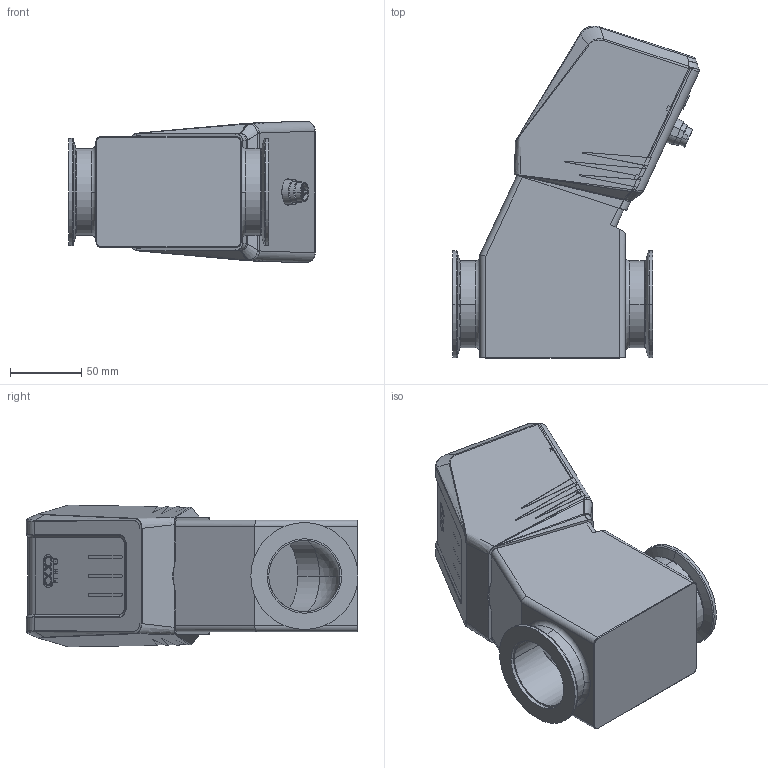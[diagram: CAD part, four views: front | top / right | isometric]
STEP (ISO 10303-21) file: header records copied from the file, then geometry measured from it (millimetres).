
FILE_DESCRIPTION (( 'STEP AP214' ), '1' );
FILE_NAME ('EAIV-A05150 SHELLED.STEP', '2025-11-17T19:06:57', ( '' ), ( '' ), 'SwSTEP 2.0', 'SolidWorks 2023', '' );
FILE_SCHEMA (( 'AUTOMOTIVE_DESIGN' ));
Length unit declared in the file: millimetre
Products named in the file (14): 2000193013; 39-01024_SHELLED; 2000193014; 9551-00005M-16S_91292A126; 2000307994_SHELLED; 35-01475_SHELLED; 2000193612; 22-00050_24-00082; 35-01479; 22-00049; EAIV-A05150 SHELLED; 35-01481; 36-00437_extended; 35-01462_DN50
Assembly tree (16 placements, depth 4):
  EAIV-A05150 SHELLED
    35-01462_DN50
    2000307994_SHELLED
      39-01024_SHELLED
        35-01475_SHELLED
        36-00437_extended
        35-01479
      2000193013
      2000193014
      9551-00005M-16S_91292A126  x4
      35-01481
      22-00050_24-00082
      22-00049
      2000193612
Bounding box: 172.63 x 232.55 x 99.22 mm (x, y, z)
Volume: 693857.8 mm3; surface area: 360758.8 mm2
Topology: 13 solids, 16 shells, 2212 faces, 5736 edges, 3648 vertices
Faces by surface type: plane 718, cylinder 689, bspline 352, torus 245, cone 188, sphere 20
Entity records: 98767 total; most frequent: CARTESIAN_POINT 57226, ORIENTED_EDGE 9614, DIRECTION 6904, EDGE_CURVE 4814, VERTEX_POINT 3070, AXIS2_PLACEMENT_3D 2546, EDGE_LOOP 2071, ADVANCED_FACE 1888
